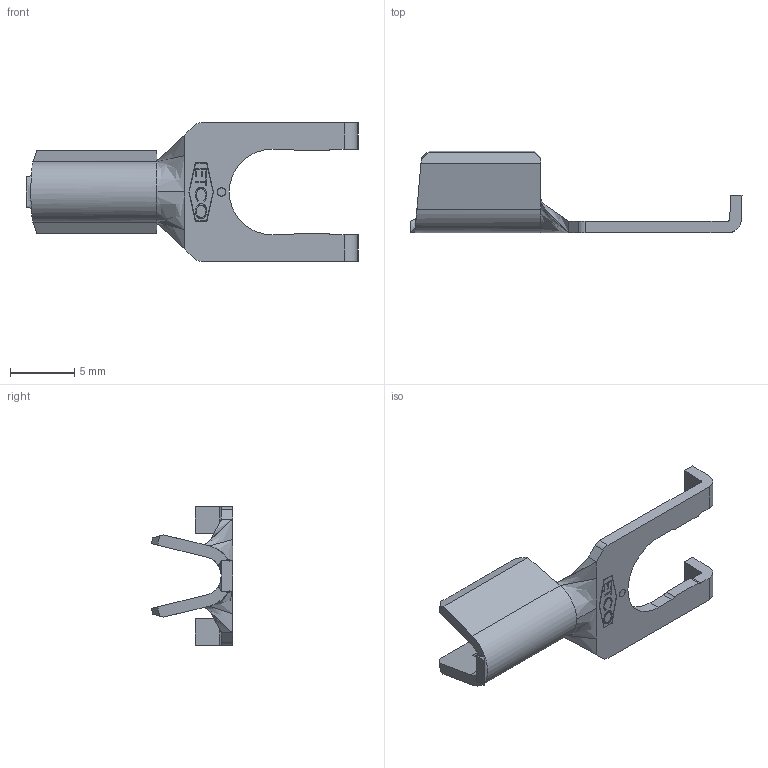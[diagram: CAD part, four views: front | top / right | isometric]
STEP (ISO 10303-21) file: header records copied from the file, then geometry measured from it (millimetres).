
FILE_DESCRIPTION (( 'STEP AP203' ), '1' );
FILE_NAME ('04613.STEP', '2019-12-30T16:44:12', ( 'tempuser' ), ( 'Microsoft' ), 'SwSTEP 2.0', 'SolidWorks 2019', '' );
FILE_SCHEMA (( 'CONFIG_CONTROL_DESIGN' ));
Length unit declared in the file: inch
Products named in the file (1): 04613
Bounding box: 25.88 x 6.35 x 10.79 mm (x, y, z)
Volume: 208.5 mm3; surface area: 584.2 mm2
Topology: 1 solids, 1 shells, 172 faces, 444 edges, 282 vertices
Faces by surface type: plane 107, bspline 35, cylinder 20, cone 10
Entity records: 7159 total; most frequent: CARTESIAN_POINT 3103, ORIENTED_EDGE 888, DIRECTION 705, EDGE_CURVE 444, LINE 339, VECTOR 339, VERTEX_POINT 282, AXIS2_PLACEMENT_3D 183
